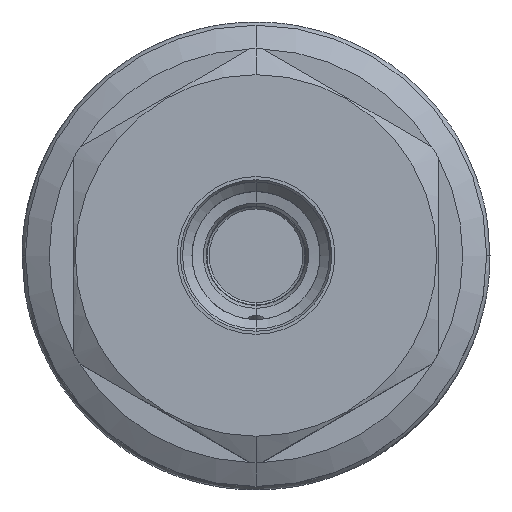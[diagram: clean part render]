
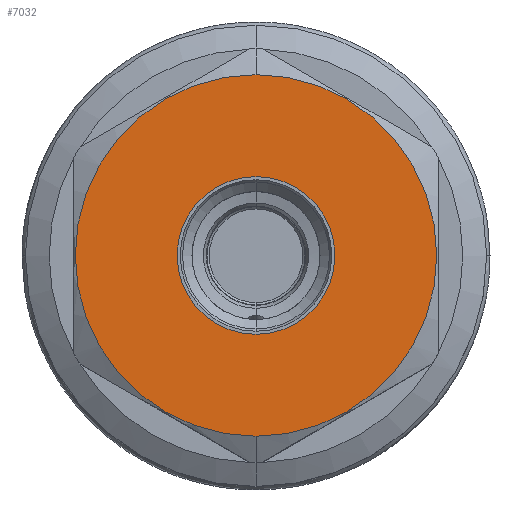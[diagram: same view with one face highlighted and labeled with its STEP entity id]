
A CAD part, top view. The second image highlights one B-rep face of the part: STEP entity #7032.
In plain terms, the highlighted planar face has unit normal (0, 0, 1).
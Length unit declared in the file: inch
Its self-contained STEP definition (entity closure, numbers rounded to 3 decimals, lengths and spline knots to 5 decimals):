
#3833=CARTESIAN_POINT('',(0.,0.,4.811));
#3834=DIRECTION('',(0.,0.,1.));
#3835=DIRECTION('',(0.,-1.,0.));
#3836=AXIS2_PLACEMENT_3D('',#3833,#3834,#3835);
#3838=CARTESIAN_POINT('',(0.,0.,4.811));
#3839=DIRECTION('',(0.,0.,1.));
#3840=DIRECTION('',(0.,1.,0.));
#3841=AXIS2_PLACEMENT_3D('',#3838,#3839,#3840);
#3843=CARTESIAN_POINT('',(0.,0.,4.811));
#3844=DIRECTION('',(0.,0.,1.));
#3845=DIRECTION('',(0.,-1.,0.));
#3846=AXIS2_PLACEMENT_3D('',#3843,#3844,#3845);
#3848=CARTESIAN_POINT('',(0.,0.,4.811));
#3849=DIRECTION('',(0.,0.,1.));
#3850=DIRECTION('',(0.,1.,0.));
#3851=AXIS2_PLACEMENT_3D('',#3848,#3849,#3850);
#4139=CARTESIAN_POINT('',(0.,-0.807,4.811));
#4140=CARTESIAN_POINT('',(0.,0.807,4.811));
#4141=VERTEX_POINT('',#4139);
#4142=VERTEX_POINT('',#4140);
#4229=CARTESIAN_POINT('',(0.,-0.352,4.811));
#4230=CARTESIAN_POINT('',(0.,0.352,4.811));
#4231=VERTEX_POINT('',#4229);
#4232=VERTEX_POINT('',#4230);
#7017=CARTESIAN_POINT('',(0.,0.,4.811));
#7018=DIRECTION('',(0.,0.,1.));
#7019=DIRECTION('',(0.,1.,0.));
#7020=AXIS2_PLACEMENT_3D('',#7017,#7018,#7019);
#7021=PLANE('',#7020);
#7022=ORIENTED_EDGE('',*,*,#6787,.F.);
#7023=ORIENTED_EDGE('',*,*,#7008,.F.);
#7024=EDGE_LOOP('',(#7022,#7023));
#7025=FACE_OUTER_BOUND('',#7024,.F.);
#7027=ORIENTED_EDGE('',*,*,#7026,.T.);
#7029=ORIENTED_EDGE('',*,*,#7028,.T.);
#7030=EDGE_LOOP('',(#7027,#7029));
#7031=FACE_BOUND('',#7030,.F.);
#7032=ADVANCED_FACE('',(#7025,#7031),#7021,.T.);
#3837=CIRCLE('',#3836,0.807);
#3842=CIRCLE('',#3841,0.807);
#3847=CIRCLE('',#3846,0.352);
#3852=CIRCLE('',#3851,0.352);
#6787=EDGE_CURVE('',#4141,#4142,#3837,.T.);
#7008=EDGE_CURVE('',#4142,#4141,#3842,.T.);
#7026=EDGE_CURVE('',#4231,#4232,#3847,.T.);
#7028=EDGE_CURVE('',#4232,#4231,#3852,.T.);
